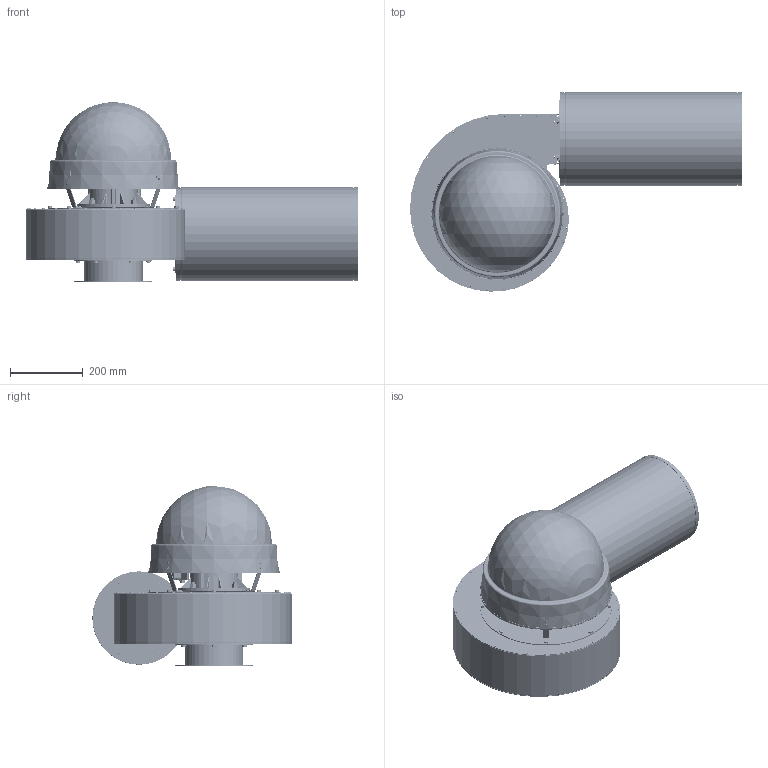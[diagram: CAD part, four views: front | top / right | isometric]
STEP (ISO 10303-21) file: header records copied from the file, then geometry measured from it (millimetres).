
FILE_DESCRIPTION(/* description */ ('807W13; 807W14 WPA-5-D-N'),/* implementation_level */ '2;1');
FILE_NAME(/* name */ '807W13; 807W14 WPA-5-D-N.stp',/* time_stamp */ '2022-05-11T08:35:51+02:00',/* author */ ('a.korpacki'),/* organization */ ('KLIMAWENT S.A.'),/* preprocessor_version */ 'ST-DEVELOPER v18.1',/* originating_system */ 'Autodesk Inventor 2021',/* authorisation */ '');
FILE_SCHEMA (('AUTOMOTIVE_DESIGN { 1 0 10303 214 3 1 1 }'));
Length unit declared in the file: millimetre
Bounding box: 914.88 x 549.23 x 494.85 mm (x, y, z)
Volume: 5301240.6 mm3; surface area: 4016645.2 mm2
Topology: 177 solids, 177 shells, 6002 faces, 14849 edges, 9635 vertices
Faces by surface type: plane 2933, cylinder 1246, bspline 1147, cone 381, torus 268, sphere 27
Full cylindrical faces by diameter (mm): 2 x70, 2.3 x1, 2.4 x16, 3 x24, 3.2 x70, 3.3 x15, 3.5 x84, 4 x8, 4.3 x16, 4.8 x3, 4.917 x15, 6 x18, 6.3 x1, 6.5 x78, 7 x12, 7.917 x8, 8 x12, 8.376 x4, 8.4 x4, 8.88 x14, 9 x14, 10 x4, 11 x4, 11.1 x4, 11.63 x4, 12 x5, 12.5 x1, 14.63 x4, 16 x4, 19 x1
Entity records: 201567 total; most frequent: CARTESIAN_POINT 57582, ORIENTED_EDGE 29598, DIRECTION 25817, EDGE_CURVE 14799, VERTEX_POINT 9635, AXIS2_PLACEMENT_3D 8955, LINE 7907, VECTOR 7907
